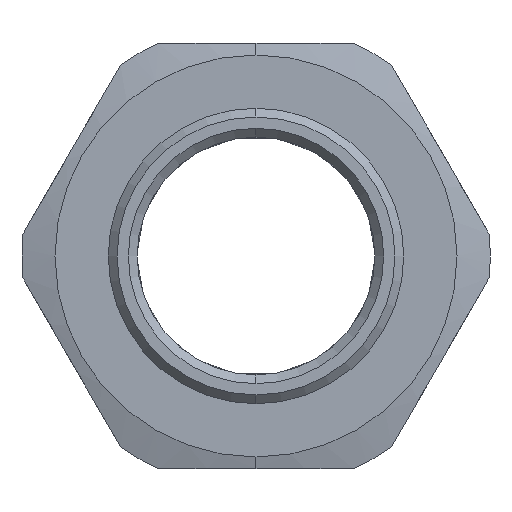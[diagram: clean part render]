
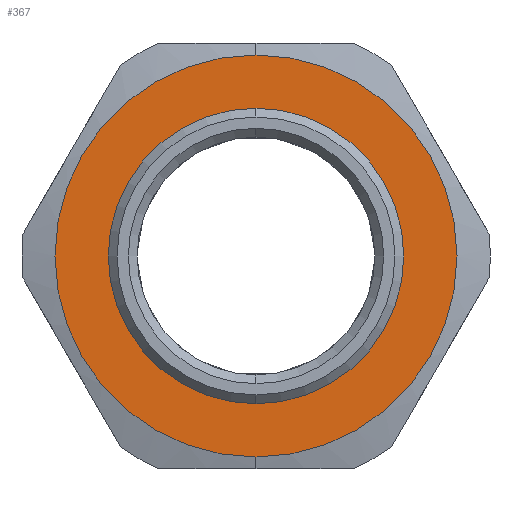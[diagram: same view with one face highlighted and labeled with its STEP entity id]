
A CAD part, left-side view. The second image highlights one B-rep face of the part: STEP entity #367.
In plain terms, the highlighted planar face has unit normal (-1, 0, 0).
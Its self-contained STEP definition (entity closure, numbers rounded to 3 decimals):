
#4 = EDGE_CURVE ( 'NONE', #509, #382, #1158, .T. ) ;
#26 = EDGE_CURVE ( 'NONE', #2144, #2075, #699, .T. ) ;
#27 = CARTESIAN_POINT ( 'NONE',  ( 15., 12.5, 0. ) ) ;
#87 = ORIENTED_EDGE ( 'NONE', *, *, #4, .T. ) ;
#234 = FACE_BOUND ( 'NONE', #1822, .T. ) ;
#309 = CARTESIAN_POINT ( 'NONE',  ( 15., 0., 0. ) ) ;
#367 = ADVANCED_FACE ( 'NONE', ( #2086, #234 ), #580, .F. ) ;
#382 = VERTEX_POINT ( 'NONE', #943 ) ;
#417 = ORIENTED_EDGE ( 'NONE', *, *, #26, .F. ) ;
#475 = CARTESIAN_POINT ( 'NONE',  ( 15., 0., 17. ) ) ;
#484 = DIRECTION ( 'NONE',  ( 0., 0., -1. ) ) ;
#509 = VERTEX_POINT ( 'NONE', #1847 ) ;
#512 = ORIENTED_EDGE ( 'NONE', *, *, #656, .F. ) ;
#516 = ORIENTED_EDGE ( 'NONE', *, *, #665, .T. ) ;
#580 = PLANE ( 'NONE',  #1999 ) ;
#656 = EDGE_CURVE ( 'NONE', #2075, #2144, #971, .T. ) ;
#665 = EDGE_CURVE ( 'NONE', #382, #509, #1922, .T. ) ;
#699 = CIRCLE ( 'NONE', #2233, 17. ) ;
#760 = DIRECTION ( 'NONE',  ( 0., 0., -1. ) ) ;
#829 = DIRECTION ( 'NONE',  ( 0., 0., -1. ) ) ;
#843 = DIRECTION ( 'NONE',  ( 1., 0., 0. ) ) ;
#853 = DIRECTION ( 'NONE',  ( 1., 0., 0. ) ) ;
#936 = CARTESIAN_POINT ( 'NONE',  ( 15., 0., 0. ) ) ;
#943 = CARTESIAN_POINT ( 'NONE',  ( 15., 0., 12.5 ) ) ;
#971 = CIRCLE ( 'NONE', #1962, 17. ) ;
#1013 = CARTESIAN_POINT ( 'NONE',  ( 15., 0., 0. ) ) ;
#1158 = CIRCLE ( 'NONE', #2241, 12.5 ) ;
#1514 = DIRECTION ( 'NONE',  ( 1., 0., 0. ) ) ;
#1819 = DIRECTION ( 'NONE',  ( 1., 0., 0. ) ) ;
#1822 = EDGE_LOOP ( 'NONE', ( #87, #516 ) ) ;
#1847 = CARTESIAN_POINT ( 'NONE',  ( 15., 0., -12.5 ) ) ;
#1872 = EDGE_LOOP ( 'NONE', ( #417, #512 ) ) ;
#1888 = DIRECTION ( 'NONE',  ( 0., 0., -1. ) ) ;
#1894 = DIRECTION ( 'NONE',  ( 1., 0., 0. ) ) ;
#1898 = CARTESIAN_POINT ( 'NONE',  ( 15., 0., 0. ) ) ;
#1922 = CIRCLE ( 'NONE', #1958, 12.5 ) ;
#1958 = AXIS2_PLACEMENT_3D ( 'NONE', #1898, #843, #2092 ) ;
#1962 = AXIS2_PLACEMENT_3D ( 'NONE', #309, #1514, #484 ) ;
#1999 = AXIS2_PLACEMENT_3D ( 'NONE', #27, #1819, #760 ) ;
#2075 = VERTEX_POINT ( 'NONE', #475 ) ;
#2086 = FACE_OUTER_BOUND ( 'NONE', #1872, .T. ) ;
#2092 = DIRECTION ( 'NONE',  ( 0., 0., -1. ) ) ;
#2144 = VERTEX_POINT ( 'NONE', #2315 ) ;
#2233 = AXIS2_PLACEMENT_3D ( 'NONE', #1013, #853, #829 ) ;
#2241 = AXIS2_PLACEMENT_3D ( 'NONE', #936, #1894, #1888 ) ;
#2315 = CARTESIAN_POINT ( 'NONE',  ( 15., 0., -17. ) ) ;
